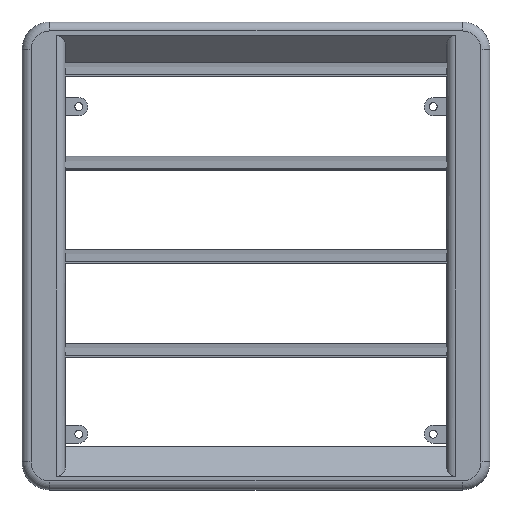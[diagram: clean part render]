
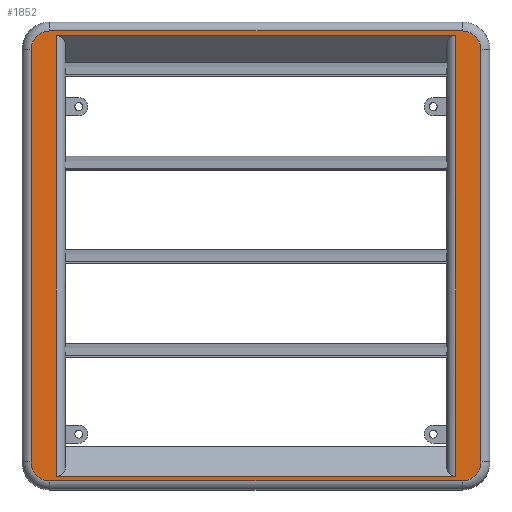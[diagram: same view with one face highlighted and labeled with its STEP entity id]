
A CAD part, top view. The second image highlights one B-rep face of the part: STEP entity #1852.
In plain terms, the highlighted planar face has unit normal (0, 0, 1).
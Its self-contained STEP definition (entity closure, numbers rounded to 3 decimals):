
#42 = VERTEX_POINT ( 'NONE', #1382 ) ;
#54 = CARTESIAN_POINT ( 'NONE',  ( 111., -122.5, 19.5 ) ) ;
#61 = EDGE_CURVE ( 'NONE', #42, #1977, #2918, .T. ) ;
#87 = CARTESIAN_POINT ( 'NONE',  ( -106., -122.5, 19.5 ) ) ;
#90 = VERTEX_POINT ( 'NONE', #176 ) ;
#137 = CARTESIAN_POINT ( 'NONE',  ( -114.5, -114.5, 19.5 ) ) ;
#142 = VERTEX_POINT ( 'NONE', #2139 ) ;
#154 = DIRECTION ( 'NONE',  ( 0., 0., 1. ) ) ;
#176 = CARTESIAN_POINT ( 'NONE',  ( 111., 122.5, 19.5 ) ) ;
#217 = DIRECTION ( 'NONE',  ( -1., 0., 0. ) ) ;
#246 = FACE_BOUND ( 'NONE', #1358, .T. ) ;
#255 = DIRECTION ( 'NONE',  ( 1., 0., 0. ) ) ;
#260 = AXIS2_PLACEMENT_3D ( 'NONE', #2554, #1162, #1844 ) ;
#271 = LINE ( 'NONE', #87, #2915 ) ;
#332 = VERTEX_POINT ( 'NONE', #1751 ) ;
#347 = EDGE_LOOP ( 'NONE', ( #1772, #1756, #2534, #769, #1289, #1731, #376, #1747 ) ) ;
#376 = ORIENTED_EDGE ( 'NONE', *, *, #1630, .T. ) ;
#403 = VECTOR ( 'NONE', #217, 1000. ) ;
#455 = EDGE_CURVE ( 'NONE', #2690, #1356, #2403, .T. ) ;
#505 = VECTOR ( 'NONE', #255, 1000. ) ;
#508 = VECTOR ( 'NONE', #2114, 1000. ) ;
#525 = CARTESIAN_POINT ( 'NONE',  ( 114.5, 114.5, 19.5 ) ) ;
#582 = CARTESIAN_POINT ( 'NONE',  ( -125., 114.5, 19.5 ) ) ;
#645 = DIRECTION ( 'NONE',  ( -1., 0., 0. ) ) ;
#671 = EDGE_CURVE ( 'NONE', #142, #2690, #2605, .T. ) ;
#674 = DIRECTION ( 'NONE',  ( 1., 0., 0. ) ) ;
#769 = ORIENTED_EDGE ( 'NONE', *, *, #778, .T. ) ;
#778 = EDGE_CURVE ( 'NONE', #1263, #1669, #1309, .T. ) ;
#794 = CARTESIAN_POINT ( 'NONE',  ( 125., 114.5, 19.5 ) ) ;
#814 = LINE ( 'NONE', #1771, #1691 ) ;
#816 = CARTESIAN_POINT ( 'NONE',  ( 111., -122.5, 19.5 ) ) ;
#862 = DIRECTION ( 'NONE',  ( 0., -1., 0. ) ) ;
#913 = LINE ( 'NONE', #2835, #3063 ) ;
#955 = EDGE_CURVE ( 'NONE', #332, #90, #913, .T. ) ;
#965 = DIRECTION ( 'NONE',  ( -1., 0., 0. ) ) ;
#1052 = EDGE_CURVE ( 'NONE', #2990, #1101, #271, .T. ) ;
#1091 = EDGE_CURVE ( 'NONE', #1669, #42, #2907, .T. ) ;
#1101 = VERTEX_POINT ( 'NONE', #54 ) ;
#1104 = AXIS2_PLACEMENT_3D ( 'NONE', #137, #1588, #2735 ) ;
#1162 = DIRECTION ( 'NONE',  ( 0., 0., 1. ) ) ;
#1263 = VERTEX_POINT ( 'NONE', #1323 ) ;
#1289 = ORIENTED_EDGE ( 'NONE', *, *, #1091, .T. ) ;
#1309 = CIRCLE ( 'NONE', #1104, 10.5 ) ;
#1310 = ORIENTED_EDGE ( 'NONE', *, *, #955, .T. ) ;
#1319 = AXIS2_PLACEMENT_3D ( 'NONE', #2549, #154, #645 ) ;
#1323 = CARTESIAN_POINT ( 'NONE',  ( -125., -114.5, 19.5 ) ) ;
#1331 = EDGE_CURVE ( 'NONE', #2990, #332, #1830, .T. ) ;
#1356 = VERTEX_POINT ( 'NONE', #2603 ) ;
#1358 = EDGE_LOOP ( 'NONE', ( #1310, #2947, #2215, #1378 ) ) ;
#1369 = CIRCLE ( 'NONE', #1319, 10.5 ) ;
#1378 = ORIENTED_EDGE ( 'NONE', *, *, #1331, .T. ) ;
#1382 = CARTESIAN_POINT ( 'NONE',  ( 114.5, -125., 19.5 ) ) ;
#1546 = VECTOR ( 'NONE', #862, 1000. ) ;
#1550 = DIRECTION ( 'NONE',  ( 0., 1., 0. ) ) ;
#1582 = LINE ( 'NONE', #794, #2919 ) ;
#1588 = DIRECTION ( 'NONE',  ( 0., 0., 1. ) ) ;
#1630 = EDGE_CURVE ( 'NONE', #1977, #142, #1582, .T. ) ;
#1669 = VERTEX_POINT ( 'NONE', #3075 ) ;
#1691 = VECTOR ( 'NONE', #3076, 1000. ) ;
#1708 = CARTESIAN_POINT ( 'NONE',  ( 114.5, -125., 19.5 ) ) ;
#1731 = ORIENTED_EDGE ( 'NONE', *, *, #61, .T. ) ;
#1732 = PLANE ( 'NONE',  #2214 ) ;
#1747 = ORIENTED_EDGE ( 'NONE', *, *, #671, .T. ) ;
#1751 = CARTESIAN_POINT ( 'NONE',  ( -111., 122.5, 19.5 ) ) ;
#1756 = ORIENTED_EDGE ( 'NONE', *, *, #2087, .T. ) ;
#1771 = CARTESIAN_POINT ( 'NONE',  ( -125., 114.5, 19.5 ) ) ;
#1772 = ORIENTED_EDGE ( 'NONE', *, *, #455, .T. ) ;
#1830 = LINE ( 'NONE', #2334, #508 ) ;
#1844 = DIRECTION ( 'NONE',  ( -1., 0., 0. ) ) ;
#1851 = AXIS2_PLACEMENT_3D ( 'NONE', #525, #1927, #2217 ) ;
#1852 = ADVANCED_FACE ( 'NONE', ( #2407, #246 ), #1732, .F. ) ;
#1927 = DIRECTION ( 'NONE',  ( 0., 0., 1. ) ) ;
#1937 = DIRECTION ( 'NONE',  ( 1., 0., 0. ) ) ;
#1977 = VERTEX_POINT ( 'NONE', #2979 ) ;
#2087 = EDGE_CURVE ( 'NONE', #1356, #2469, #1369, .T. ) ;
#2114 = DIRECTION ( 'NONE',  ( 0., 1., 0. ) ) ;
#2139 = CARTESIAN_POINT ( 'NONE',  ( 125., 114.5, 19.5 ) ) ;
#2214 = AXIS2_PLACEMENT_3D ( 'NONE', #2378, #2438, #965 ) ;
#2215 = ORIENTED_EDGE ( 'NONE', *, *, #1052, .F. ) ;
#2217 = DIRECTION ( 'NONE',  ( -1., 0., 0. ) ) ;
#2260 = LINE ( 'NONE', #816, #1546 ) ;
#2334 = CARTESIAN_POINT ( 'NONE',  ( -111., 122.5, 19.5 ) ) ;
#2378 = CARTESIAN_POINT ( 'NONE',  ( 114.5, 114.5, 19.5 ) ) ;
#2380 = EDGE_CURVE ( 'NONE', #90, #1101, #2260, .T. ) ;
#2403 = LINE ( 'NONE', #3071, #403 ) ;
#2407 = FACE_OUTER_BOUND ( 'NONE', #347, .T. ) ;
#2414 = CARTESIAN_POINT ( 'NONE',  ( 114.5, 125., 19.5 ) ) ;
#2438 = DIRECTION ( 'NONE',  ( 0., 0., -1. ) ) ;
#2469 = VERTEX_POINT ( 'NONE', #582 ) ;
#2534 = ORIENTED_EDGE ( 'NONE', *, *, #2938, .T. ) ;
#2549 = CARTESIAN_POINT ( 'NONE',  ( -114.5, 114.5, 19.5 ) ) ;
#2554 = CARTESIAN_POINT ( 'NONE',  ( 114.5, -114.5, 19.5 ) ) ;
#2603 = CARTESIAN_POINT ( 'NONE',  ( -114.5, 125., 19.5 ) ) ;
#2605 = CIRCLE ( 'NONE', #1851, 10.5 ) ;
#2690 = VERTEX_POINT ( 'NONE', #2414 ) ;
#2735 = DIRECTION ( 'NONE',  ( -1., 0., 0. ) ) ;
#2809 = CARTESIAN_POINT ( 'NONE',  ( -111., -122.5, 19.5 ) ) ;
#2835 = CARTESIAN_POINT ( 'NONE',  ( -106., 122.5, 19.5 ) ) ;
#2907 = LINE ( 'NONE', #1708, #505 ) ;
#2915 = VECTOR ( 'NONE', #1937, 1000. ) ;
#2918 = CIRCLE ( 'NONE', #260, 10.5 ) ;
#2919 = VECTOR ( 'NONE', #1550, 1000. ) ;
#2938 = EDGE_CURVE ( 'NONE', #2469, #1263, #814, .T. ) ;
#2947 = ORIENTED_EDGE ( 'NONE', *, *, #2380, .T. ) ;
#2979 = CARTESIAN_POINT ( 'NONE',  ( 125., -114.5, 19.5 ) ) ;
#2990 = VERTEX_POINT ( 'NONE', #2809 ) ;
#3063 = VECTOR ( 'NONE', #674, 1000. ) ;
#3071 = CARTESIAN_POINT ( 'NONE',  ( 114.5, 125., 19.5 ) ) ;
#3075 = CARTESIAN_POINT ( 'NONE',  ( -114.5, -125., 19.5 ) ) ;
#3076 = DIRECTION ( 'NONE',  ( 0., -1., 0. ) ) ;
